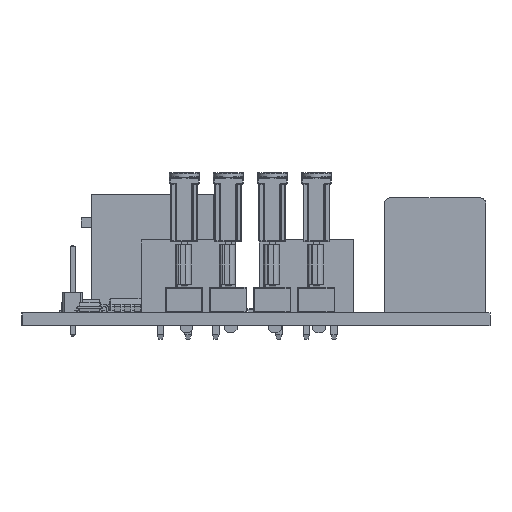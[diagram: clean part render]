
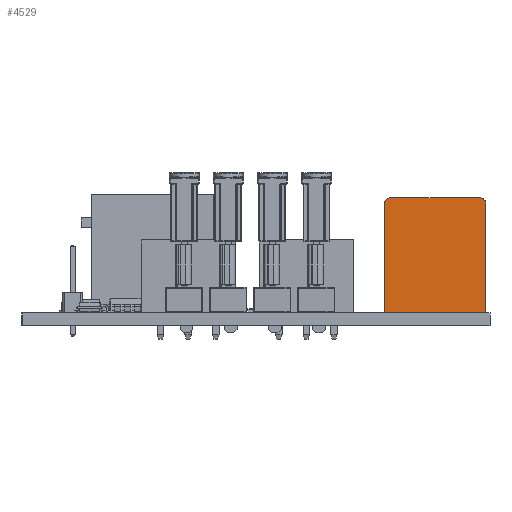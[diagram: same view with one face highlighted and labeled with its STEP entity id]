
A CAD part, front view. The second image highlights one B-rep face of the part: STEP entity #4529.
In plain terms, the highlighted free-form (B-spline) face has degree [1, 1] with [2, 2] control points.
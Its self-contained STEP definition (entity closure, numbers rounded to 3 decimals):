
#3964 = VERTEX_POINT('',#3965);
#3965 = CARTESIAN_POINT('',(0.,0.,0.));
#3970 = EDGE_CURVE('',#3964,#3971,#3973,.T.);
#3971 = VERTEX_POINT('',#3972);
#3972 = CARTESIAN_POINT('',(0.,12.88,0.));
#3973 = B_SPLINE_CURVE_WITH_KNOTS('',1,(#3974,#3975),.UNSPECIFIED.,.F.,
  .F.,(2,2),(-8.05,8.05),.PIECEWISE_BEZIER_KNOTS.);
#3974 = CARTESIAN_POINT('',(0.,0.,0.));
#3975 = CARTESIAN_POINT('',(0.,12.88,0.));
#4131 = EDGE_CURVE('',#4132,#3971,#4134,.T.);
#4132 = VERTEX_POINT('',#4133);
#4133 = CARTESIAN_POINT('',(0.,12.88,13.76));
#4134 = B_SPLINE_CURVE_WITH_KNOTS('',1,(#4135,#4136),.UNSPECIFIED.,.F.,
  .F.,(2,2),(1.,18.2),.PIECEWISE_BEZIER_KNOTS.);
#4135 = CARTESIAN_POINT('',(0.,12.88,13.76));
#4136 = CARTESIAN_POINT('',(0.,12.88,0.));
#4318 = VERTEX_POINT('',#4319);
#4319 = CARTESIAN_POINT('',(0.,0.,13.76));
#4324 = EDGE_CURVE('',#4318,#3964,#4325,.T.);
#4325 = B_SPLINE_CURVE_WITH_KNOTS('',1,(#4326,#4327),.UNSPECIFIED.,.F.,
  .F.,(2,2),(1.,18.2),.PIECEWISE_BEZIER_KNOTS.);
#4326 = CARTESIAN_POINT('',(0.,0.,13.76));
#4327 = CARTESIAN_POINT('',(0.,0.,0.));
#4507 = VERTEX_POINT('',#4508);
#4508 = CARTESIAN_POINT('',(0.,12.08,14.56));
#4513 = EDGE_CURVE('',#4514,#4507,#4516,.T.);
#4514 = VERTEX_POINT('',#4515);
#4515 = CARTESIAN_POINT('',(0.,0.8,14.56));
#4516 = B_SPLINE_CURVE_WITH_KNOTS('',1,(#4517,#4518),.UNSPECIFIED.,.F.,
  .F.,(2,2),(-7.05,7.05),.PIECEWISE_BEZIER_KNOTS.);
#4517 = CARTESIAN_POINT('',(0.,0.8,14.56));
#4518 = CARTESIAN_POINT('',(0.,12.08,14.56));
#4529 = ADVANCED_FACE('',(#4530),#4548,.T.);
#4530 = FACE_BOUND('',#4531,.T.);
#4531 = EDGE_LOOP('',(#4532,#4533,#4539,#4540,#4546,#4547));
#4532 = ORIENTED_EDGE('',*,*,#4324,.F.);
#4533 = ORIENTED_EDGE('',*,*,#4534,.T.);
#4534 = EDGE_CURVE('',#4318,#4514,#4535,.T.);
#4535 = ( BOUNDED_CURVE() B_SPLINE_CURVE(2,(#4536,#4537,#4538),
.UNSPECIFIED.,.F.,.F.) B_SPLINE_CURVE_WITH_KNOTS((3,3),(4.712,
6.283),.PIECEWISE_BEZIER_KNOTS.) CURVE() 
GEOMETRIC_REPRESENTATION_ITEM() RATIONAL_B_SPLINE_CURVE((1.,
0.707,1.)) REPRESENTATION_ITEM('') );
#4536 = CARTESIAN_POINT('',(0.,0.,13.76));
#4537 = CARTESIAN_POINT('',(0.,0.,14.56));
#4538 = CARTESIAN_POINT('',(0.,0.8,14.56));
#4539 = ORIENTED_EDGE('',*,*,#4513,.T.);
#4540 = ORIENTED_EDGE('',*,*,#4541,.T.);
#4541 = EDGE_CURVE('',#4507,#4132,#4542,.T.);
#4542 = ( BOUNDED_CURVE() B_SPLINE_CURVE(2,(#4543,#4544,#4545),
.UNSPECIFIED.,.F.,.F.) B_SPLINE_CURVE_WITH_KNOTS((3,3),(0.,
1.571),.PIECEWISE_BEZIER_KNOTS.) CURVE() 
GEOMETRIC_REPRESENTATION_ITEM() RATIONAL_B_SPLINE_CURVE((1.,
0.707,1.)) REPRESENTATION_ITEM('') );
#4543 = CARTESIAN_POINT('',(0.,12.08,14.56));
#4544 = CARTESIAN_POINT('',(0.,12.88,14.56));
#4545 = CARTESIAN_POINT('',(0.,12.88,13.76));
#4546 = ORIENTED_EDGE('',*,*,#4131,.T.);
#4547 = ORIENTED_EDGE('',*,*,#3970,.F.);
#4548 = B_SPLINE_SURFACE_WITH_KNOTS('',1,1,(
    (#4549,#4550)
    ,(#4551,#4552
    )),.UNSPECIFIED.,.F.,.F.,.F.,(2,2),(2,2),(-18.2,0.),(-8.05,8.05),
  .PIECEWISE_BEZIER_KNOTS.);
#4549 = CARTESIAN_POINT('',(0.,0.,0.));
#4550 = CARTESIAN_POINT('',(0.,12.88,0.));
#4551 = CARTESIAN_POINT('',(0.,0.,14.56));
#4552 = CARTESIAN_POINT('',(0.,12.88,14.56));
